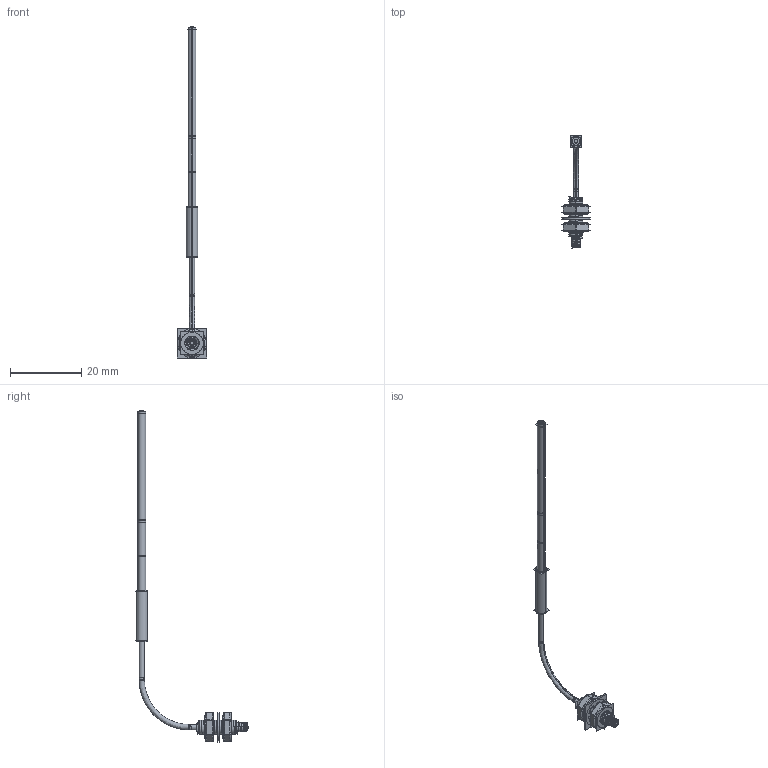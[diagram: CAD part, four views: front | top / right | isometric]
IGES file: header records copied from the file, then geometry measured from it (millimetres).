
Start section:  PTC IGES file: 161895.igs
Global section: file name: 161895.igs; native system: Creo Parametric by Parametric Technology Corporation; preprocessor: 2013230; author: pdmadmin; organization: Unknown; date: 20160105.115612; units: millimetre
Bounding box: 8.32 x 31.58 x 93.39 mm (x, y, z)
Volume: 532 mm3; surface area: 11702.3 mm2
Topology: 8 solids, 11 shells, 386 faces, 2010 edges, 2587 vertices
Faces by surface type: revolution 250, bspline 136
